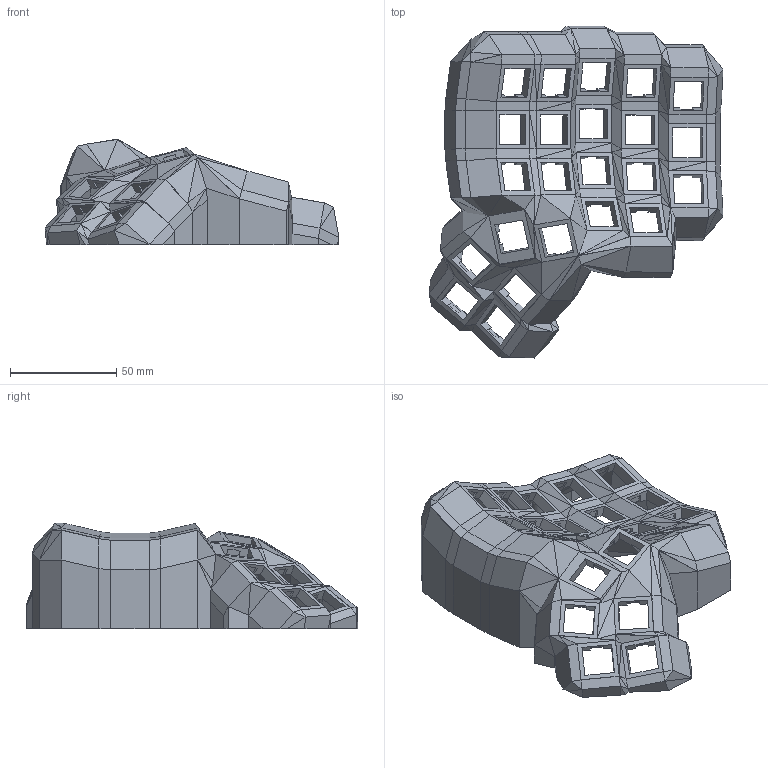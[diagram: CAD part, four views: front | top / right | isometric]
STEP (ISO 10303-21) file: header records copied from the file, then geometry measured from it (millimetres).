
FILE_DESCRIPTION(('Open CASCADE Model'),'2;1');
FILE_NAME('Open CASCADE Shape Model','2022-05-13T03:55:41',('Author'),( 'Open CASCADE'),'Open CASCADE STEP processor 7.4','Open CASCADE 7.4' ,'Unknown');
FILE_SCHEMA(('AUTOMOTIVE_DESIGN { 1 0 10303 214 1 1 1 1 }'));
Products named in the file (1): Open CASCADE STEP translator 7.4 8
Bounding box: 138.11 x 155.99 x 49.8 mm (x, y, z)
Volume: 112262.4 mm3; surface area: 56113.9 mm2
Topology: 1 solids, 1 shells, 1133 faces, 2680 edges, 1553 vertices
Faces by surface type: plane 1109, sphere 12, cylinder 6, cone 6
Entity records: 65190 total; most frequent: CARTESIAN_POINT 12203, DIRECTION 9273, LINE 6873, VECTOR 6873, ORIENTED_EDGE 5348, PCURVE 5348, DEFINITIONAL_REPRESENTATION 5348, EDGE_CURVE 2674
